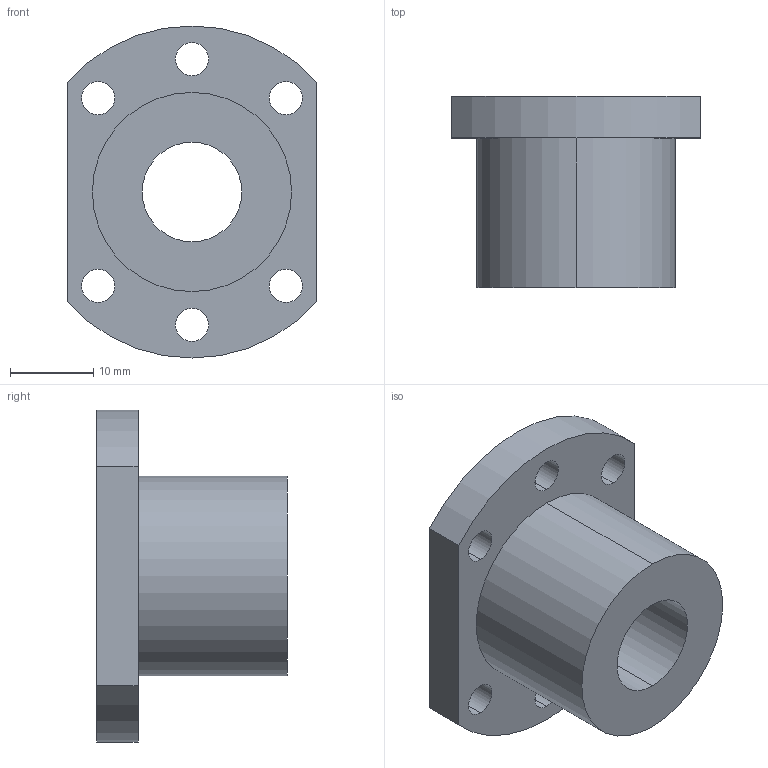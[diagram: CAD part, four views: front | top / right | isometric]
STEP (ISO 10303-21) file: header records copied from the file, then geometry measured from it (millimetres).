
FILE_DESCRIPTION (( 'STEP AP214' ), '1' );
FILE_NAME ('Ballscrew antibacklash nut.STEP', '2015-10-20T23:36:29', ( '' ), ( '' ), 'SwSTEP 2.0', 'SolidWorks 2015', '' );
FILE_SCHEMA (( 'AUTOMOTIVE_DESIGN' ));
Length unit declared in the file: millimetre
Products named in the file (1): Ballscrew antibacklash nut
Bounding box: 30 x 23 x 40 mm (x, y, z)
Volume: 10541.3 mm3; surface area: 4978.7 mm2
Topology: 1 solids, 1 shells, 24 faces, 63 edges, 42 vertices
Faces by surface type: cylinder 19, plane 5
Entity records: 827 total; most frequent: DIRECTION 151, CARTESIAN_POINT 130, ORIENTED_EDGE 126, AXIS2_PLACEMENT_3D 63, EDGE_CURVE 63, VERTEX_POINT 42, EDGE_LOOP 39, CIRCLE 38
